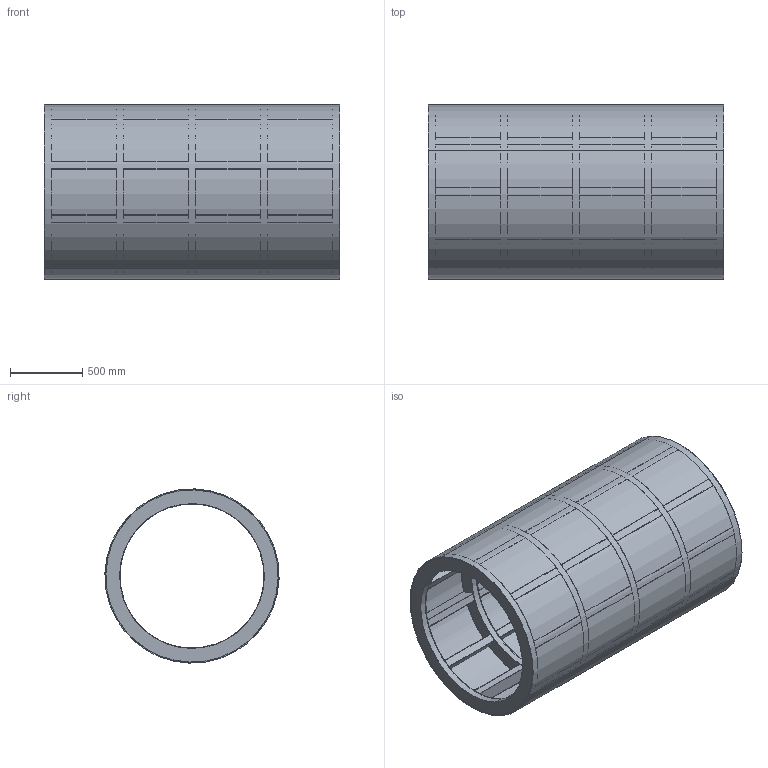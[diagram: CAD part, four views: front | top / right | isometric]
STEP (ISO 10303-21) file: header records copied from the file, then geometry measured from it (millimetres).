
FILE_DESCRIPTION(('CATIA V5 STEP Exchange'),'2;1');
FILE_NAME('Part1.stp','2022-05-15T11:37:39+00:00',('none'),('none'),'CATIA Version 5 Release 21 GA (IN-10)','CATIA V5 STEP AP203','none');
FILE_SCHEMA(('CONFIG_CONTROL_DESIGN'));
Length unit declared in the file: millimetre
Products named in the file (1): Part1
Bounding box: 2050 x 1209.66 x 1209.66 mm (x, y, z)
Volume: 64621663.5 mm3; surface area: 50565443.6 mm2
Topology: 1 solids, 92 shells, 724 faces, 1952 edges, 1372 vertices
Faces by surface type: plane 622, cylinder 102
Entity records: 20069 total; most frequent: CARTESIAN_POINT 4209, ORIENTED_EDGE 3248, DIRECTION 2466, EDGE_CURVE 1772, VECTOR 1656, LINE 1656, VERTEX_POINT 1144, EDGE_LOOP 746
